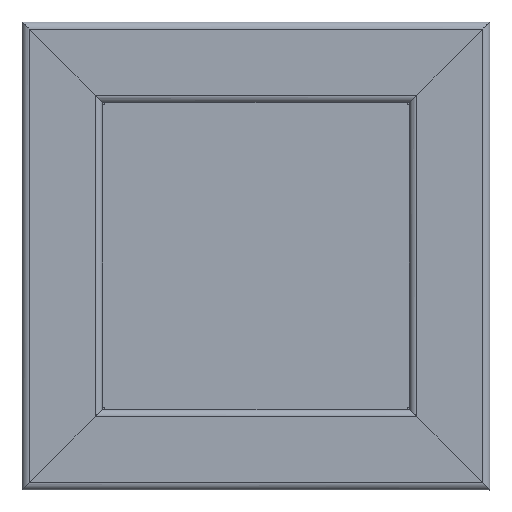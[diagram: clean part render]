
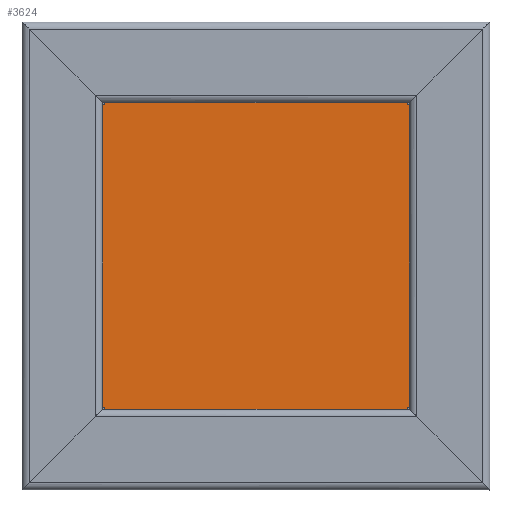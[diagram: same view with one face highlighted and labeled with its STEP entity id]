
A CAD part, top view. The second image highlights one B-rep face of the part: STEP entity #3624.
In plain terms, the highlighted planar face has unit normal (0, 0, 1).
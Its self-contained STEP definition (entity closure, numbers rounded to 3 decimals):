
#97=PLANE('',#3893);
#289=FACE_OUTER_BOUND('',#499,.T.);
#499=EDGE_LOOP('',(#2578,#2579,#2580,#2581,#2582,#2583,#2584,#2585,#2586,
#2587,#2588,#2589));
#759=LINE('',#5278,#1191);
#760=LINE('',#5280,#1192);
#761=LINE('',#5282,#1193);
#762=LINE('',#5284,#1194);
#763=LINE('',#5286,#1195);
#764=LINE('',#5288,#1196);
#765=LINE('',#5290,#1197);
#766=LINE('',#5292,#1198);
#767=LINE('',#5294,#1199);
#768=LINE('',#5296,#1200);
#769=LINE('',#5298,#1201);
#770=LINE('',#5299,#1202);
#1191=VECTOR('',#4315,10.);
#1192=VECTOR('',#4316,10.);
#1193=VECTOR('',#4317,10.);
#1194=VECTOR('',#4318,10.);
#1195=VECTOR('',#4319,10.);
#1196=VECTOR('',#4320,10.);
#1197=VECTOR('',#4321,10.);
#1198=VECTOR('',#4322,10.);
#1199=VECTOR('',#4323,10.);
#1200=VECTOR('',#4324,10.);
#1201=VECTOR('',#4325,10.);
#1202=VECTOR('',#4326,10.);
#1630=VERTEX_POINT('',#5276);
#1631=VERTEX_POINT('',#5277);
#1632=VERTEX_POINT('',#5279);
#1633=VERTEX_POINT('',#5281);
#1634=VERTEX_POINT('',#5283);
#1635=VERTEX_POINT('',#5285);
#1636=VERTEX_POINT('',#5287);
#1637=VERTEX_POINT('',#5289);
#1638=VERTEX_POINT('',#5291);
#1639=VERTEX_POINT('',#5293);
#1640=VERTEX_POINT('',#5295);
#1641=VERTEX_POINT('',#5297);
#1987=EDGE_CURVE('',#1630,#1631,#759,.T.);
#1988=EDGE_CURVE('',#1631,#1632,#760,.T.);
#1989=EDGE_CURVE('',#1632,#1633,#761,.T.);
#1990=EDGE_CURVE('',#1633,#1634,#762,.T.);
#1991=EDGE_CURVE('',#1634,#1635,#763,.T.);
#1992=EDGE_CURVE('',#1635,#1636,#764,.T.);
#1993=EDGE_CURVE('',#1636,#1637,#765,.T.);
#1994=EDGE_CURVE('',#1637,#1638,#766,.T.);
#1995=EDGE_CURVE('',#1638,#1639,#767,.T.);
#1996=EDGE_CURVE('',#1639,#1640,#768,.T.);
#1997=EDGE_CURVE('',#1640,#1641,#769,.T.);
#1998=EDGE_CURVE('',#1641,#1630,#770,.T.);
#2578=ORIENTED_EDGE('',*,*,#1987,.T.);
#2579=ORIENTED_EDGE('',*,*,#1988,.T.);
#2580=ORIENTED_EDGE('',*,*,#1989,.T.);
#2581=ORIENTED_EDGE('',*,*,#1990,.T.);
#2582=ORIENTED_EDGE('',*,*,#1991,.T.);
#2583=ORIENTED_EDGE('',*,*,#1992,.T.);
#2584=ORIENTED_EDGE('',*,*,#1993,.T.);
#2585=ORIENTED_EDGE('',*,*,#1994,.T.);
#2586=ORIENTED_EDGE('',*,*,#1995,.T.);
#2587=ORIENTED_EDGE('',*,*,#1996,.T.);
#2588=ORIENTED_EDGE('',*,*,#1997,.T.);
#2589=ORIENTED_EDGE('',*,*,#1998,.T.);
#3624=ADVANCED_FACE('',(#289),#97,.T.);
#3893=AXIS2_PLACEMENT_3D('',#5275,#4313,#4314);
#4313=DIRECTION('center_axis',(0.,0.,
1.));
#4314=DIRECTION('ref_axis',(1.,0.,0.));
#4315=DIRECTION('',(-1.,0.,0.));
#4316=DIRECTION('',(0.,-1.,0.));
#4317=DIRECTION('',(-1.,0.,0.));
#4318=DIRECTION('',(0.,-1.,0.));
#4319=DIRECTION('',(1.,0.,0.));
#4320=DIRECTION('',(0.,-1.,0.));
#4321=DIRECTION('',(1.,0.,0.));
#4322=DIRECTION('',(0.,1.,0.));
#4323=DIRECTION('',(1.,0.,0.));
#4324=DIRECTION('',(0.,1.,0.));
#4325=DIRECTION('',(-1.,0.,0.));
#4326=DIRECTION('',(0.,1.,0.));
#5275=CARTESIAN_POINT('Origin',(0.,0.,
243.729));
#5276=CARTESIAN_POINT('',(197.5,242.5,243.729));
#5277=CARTESIAN_POINT('',(-197.5,242.5,243.729));
#5278=CARTESIAN_POINT('',(242.5,242.5,243.729));
#5279=CARTESIAN_POINT('',(-197.5,197.5,243.729));
#5280=CARTESIAN_POINT('',(-197.5,287.5,243.729));
#5281=CARTESIAN_POINT('',(-242.5,197.5,243.729));
#5282=CARTESIAN_POINT('',(-197.5,197.5,243.729));
#5283=CARTESIAN_POINT('',(-242.5,-197.5,243.729));
#5284=CARTESIAN_POINT('',(-242.5,242.5,243.729));
#5285=CARTESIAN_POINT('',(-197.5,-197.5,243.729));
#5286=CARTESIAN_POINT('',(-287.5,-197.5,243.729));
#5287=CARTESIAN_POINT('',(-197.5,-242.5,243.729));
#5288=CARTESIAN_POINT('',(-197.5,-197.5,243.729));
#5289=CARTESIAN_POINT('',(197.5,-242.5,243.729));
#5290=CARTESIAN_POINT('',(-242.5,-242.5,243.729));
#5291=CARTESIAN_POINT('',(197.5,-197.5,243.729));
#5292=CARTESIAN_POINT('',(197.5,-287.5,243.729));
#5293=CARTESIAN_POINT('',(242.5,-197.5,243.729));
#5294=CARTESIAN_POINT('',(197.5,-197.5,243.729));
#5295=CARTESIAN_POINT('',(242.5,197.5,243.729));
#5296=CARTESIAN_POINT('',(242.5,-242.5,243.729));
#5297=CARTESIAN_POINT('',(197.5,197.5,243.729));
#5298=CARTESIAN_POINT('',(287.5,197.5,243.729));
#5299=CARTESIAN_POINT('',(197.5,197.5,243.729));
